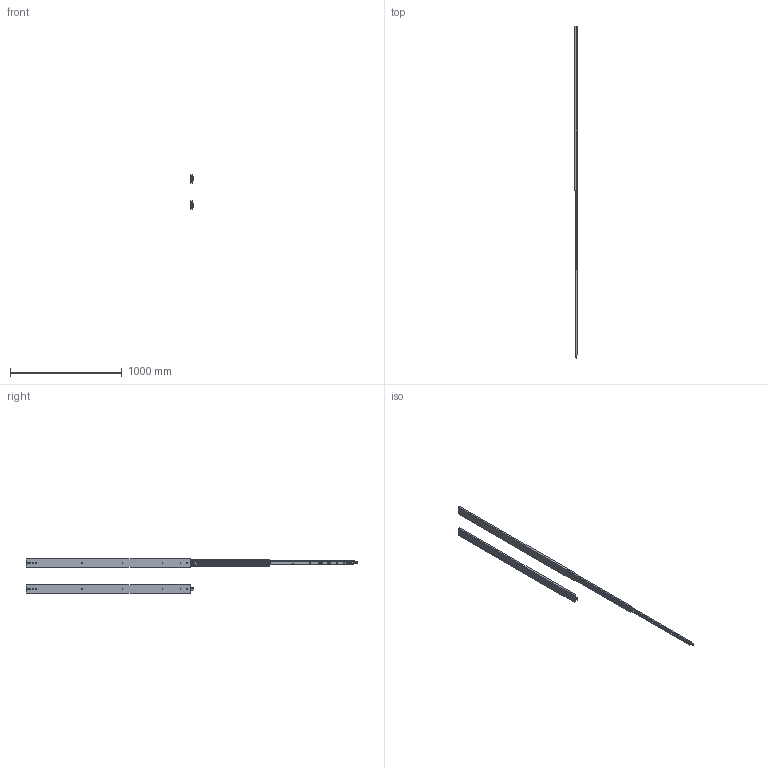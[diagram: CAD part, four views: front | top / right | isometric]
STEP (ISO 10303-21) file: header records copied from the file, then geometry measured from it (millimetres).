
FILE_DESCRIPTION (( 'STEP AP214' ), '1' );
FILE_NAME ('NJ-76J05-58_Close and Extention.STEP', '2023-01-31T11:32:52', ( '' ), ( '' ), 'SwSTEP 2.0', 'SolidWorks 2021', '' );
FILE_SCHEMA (( 'AUTOMOTIVE_DESIGN' ));
Length unit declared in the file: millimetre
Products named in the file (9): NJ-76J05-58_Extension.stp; NJ-76J05-58_Close; 58_X2_540_X0_.stp; NJ-76J05-58_Close and Extention; 58_X2_540_X0_-0.stp; NJ-76J05-58_Close.stp; [??]-712-L-0.stp; 58 inch.stp; NJ-76J05-58_Extension
Assembly tree (12 placements, depth 4):
  NJ-76J05-58_Close and Extention
    NJ-76J05-58_Close
      NJ-76J05-58_Close.stp
        58 inch.stp
        58_X2_540_X0_.stp
        58_X2_540_X0_-0.stp
        [??]-712-L-0.stp
    NJ-76J05-58_Extension
      NJ-76J05-58_Extension.stp
        58 inch.stp
        58_X2_540_X0_.stp
        58_X2_540_X0_-0.stp
        [??]-712-L-0.stp
Bounding box: 19.3 x 2976.47 x 310.99 mm (x, y, z)
Volume: 2749666.9 mm3; surface area: 1491488.2 mm2
Topology: 8 solids, 8 shells, 674 faces, 1982 edges, 1312 vertices
Faces by surface type: plane 382, cylinder 288, bspline 4
Entity records: 11969 total; most frequent: CARTESIAN_POINT 2217, ORIENTED_EDGE 1982, DIRECTION 1966, EDGE_CURVE 991, LINE 684, VECTOR 684, VERTEX_POINT 656, AXIS2_PLACEMENT_3D 641
